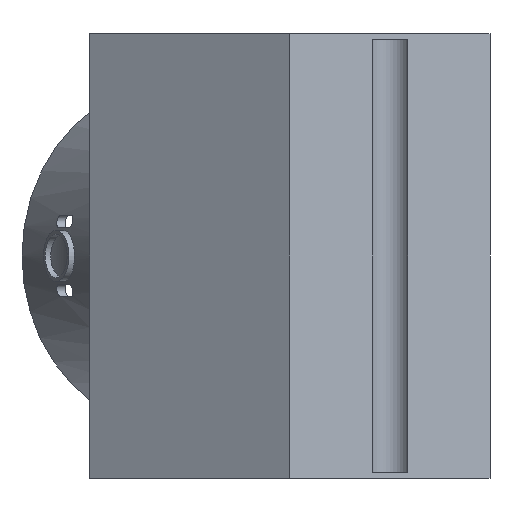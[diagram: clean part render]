
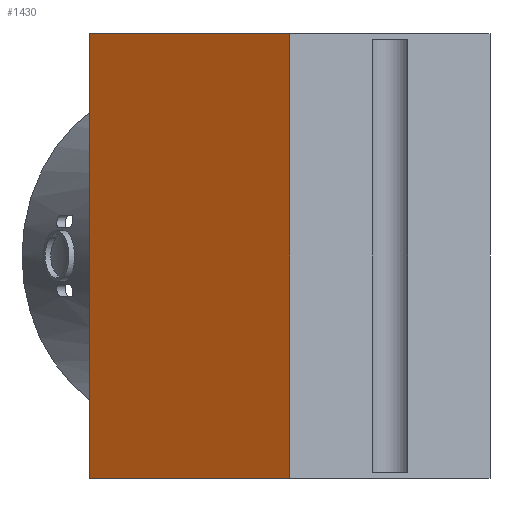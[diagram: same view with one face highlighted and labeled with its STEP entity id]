
A CAD part, front view. The second image highlights one B-rep face of the part: STEP entity #1430.
In plain terms, the highlighted planar face has unit normal (-0.5, -0.866, 0).
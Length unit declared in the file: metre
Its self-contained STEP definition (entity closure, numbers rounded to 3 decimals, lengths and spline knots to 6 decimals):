
#32=PLANE('',#1552);
#170=LINE('',#2540,#266);
#175=LINE('',#2548,#271);
#176=LINE('',#2550,#272);
#177=LINE('',#2552,#273);
#266=VECTOR('',#1803,1.);
#271=VECTOR('',#1810,1.);
#272=VECTOR('',#1811,1.);
#273=VECTOR('',#1812,1.);
#468=ORIENTED_EDGE('',*,*,#814,.T.);
#469=ORIENTED_EDGE('',*,*,#819,.T.);
#470=ORIENTED_EDGE('',*,*,#820,.F.);
#471=ORIENTED_EDGE('',*,*,#821,.F.);
#814=EDGE_CURVE('',#992,#993,#170,.T.);
#819=EDGE_CURVE('',#993,#994,#175,.T.);
#820=EDGE_CURVE('',#995,#994,#176,.T.);
#821=EDGE_CURVE('',#992,#995,#177,.T.);
#992=VERTEX_POINT('',#2541);
#993=VERTEX_POINT('',#2542);
#994=VERTEX_POINT('',#2549);
#995=VERTEX_POINT('',#2551);
#1124=EDGE_LOOP('',(#468,#469,#470,#471));
#1268=FACE_BOUND('',#1124,.T.);
#1430=ADVANCED_FACE('',(#1268),#32,.F.);
#1552=AXIS2_PLACEMENT_3D('',#2547,#1808,#1809);
#1803=DIRECTION('',(0.,0.,-1.));
#1808=DIRECTION('',(0.5,0.866,0.));
#1809=DIRECTION('',(-0.866,0.5,0.));
#1810=DIRECTION('',(0.866,-0.5,0.));
#1811=DIRECTION('',(0.,0.,-1.));
#1812=DIRECTION('',(0.866,-0.5,0.));
#2540=CARTESIAN_POINT('',(-0.0315,-0.018187,0.220935));
#2541=CARTESIAN_POINT('',(-0.0315,-0.018187,0.220935));
#2542=CARTESIAN_POINT('',(-0.0315,-0.018187,0.150935));
#2547=CARTESIAN_POINT('',(-0.01575,-0.02728,0.220935));
#2548=CARTESIAN_POINT('',(-0.01575,-0.02728,0.150935));
#2549=CARTESIAN_POINT('',(0.,-0.036373,0.150935));
#2550=CARTESIAN_POINT('',(0.,-0.036373,0.220935));
#2551=CARTESIAN_POINT('',(0.,-0.036373,0.220935));
#2552=CARTESIAN_POINT('',(-0.01575,-0.02728,0.220935));
